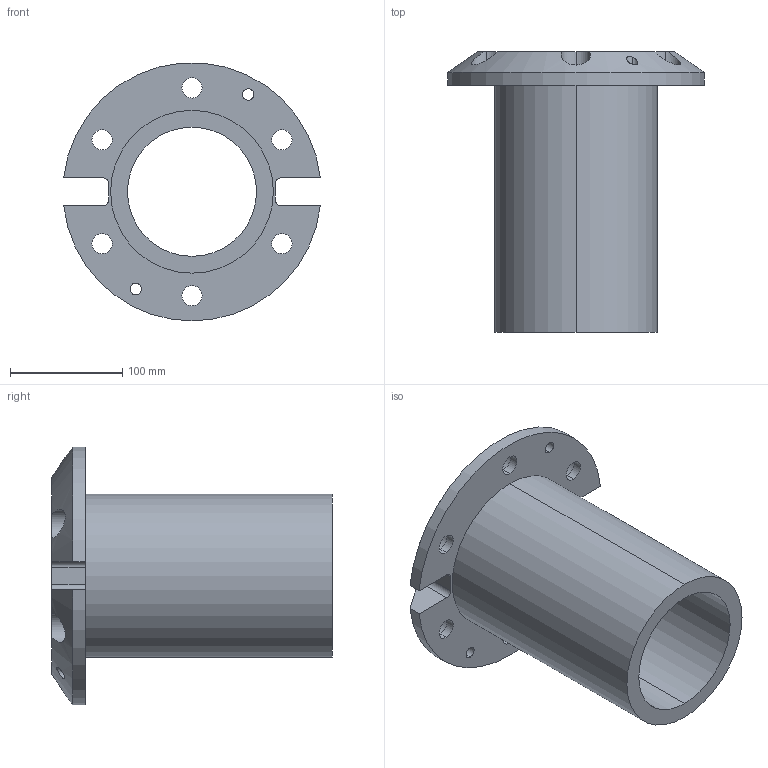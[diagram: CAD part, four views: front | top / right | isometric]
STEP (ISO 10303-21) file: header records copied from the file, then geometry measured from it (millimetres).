
FILE_DESCRIPTION (( 'STEP AP203' ), '1' );
FILE_NAME ('粣杶.STEP', '2021-10-19T01:55:56', ( '' ), ( '' ), 'SwSTEP 2.0', 'SolidWorks 2018', '' );
FILE_SCHEMA (( 'CONFIG_CONTROL_DESIGN' ));
Length unit declared in the file: millimetre
Products named in the file (1): 粣杶
Bounding box: 228.64 x 250 x 229.58 mm (x, y, z)
Volume: 1993662.9 mm3; surface area: 273058.9 mm2
Topology: 1 solids, 1 shells, 59 faces, 164 edges, 108 vertices
Faces by surface type: cylinder 39, plane 15, cone 5
Entity records: 2535 total; most frequent: CARTESIAN_POINT 864, DIRECTION 348, ORIENTED_EDGE 328, EDGE_CURVE 164, AXIS2_PLACEMENT_3D 144, VERTEX_POINT 108, CIRCLE 84, EDGE_LOOP 78
